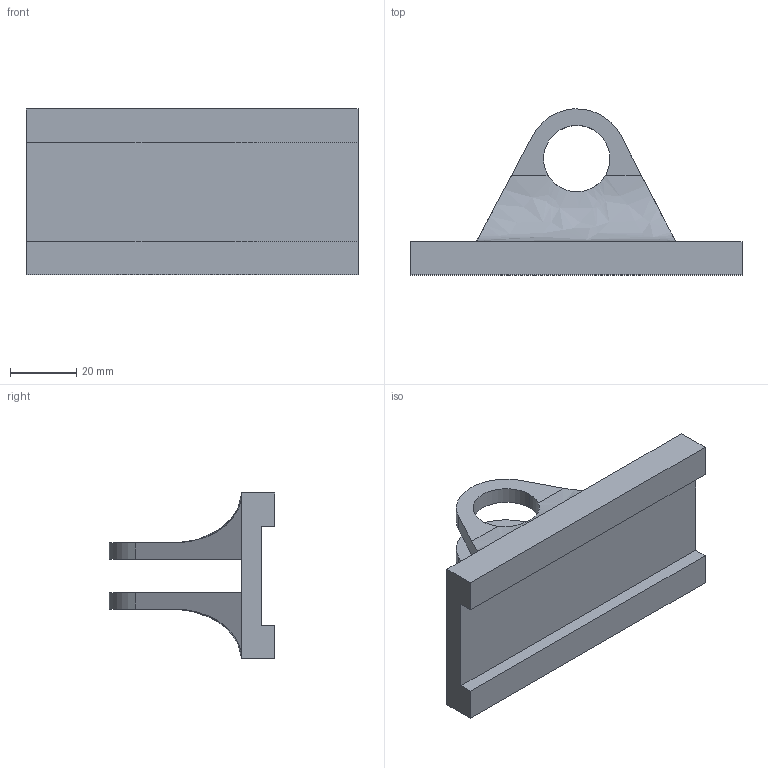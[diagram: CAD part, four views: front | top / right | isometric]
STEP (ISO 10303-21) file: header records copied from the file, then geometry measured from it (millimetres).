
FILE_DESCRIPTION (( 'STEP AP203' ), '1' );
FILE_NAME ('BAse_Predeterminado_sldprt.STEP', '2021-06-26T04:30:19', ( '' ), ( '' ), 'SwSTEP 2.0', 'SolidWorks 2020', '' );
FILE_SCHEMA (( 'CONFIG_CONTROL_DESIGN' ));
Length unit declared in the file: centimetre
Products named in the file (1): BAse_Predeterminado_sldprt
Bounding box: 100 x 49.95 x 50 mm (x, y, z)
Volume: 57380 mm3; surface area: 18910 mm2
Topology: 1 solids, 1 shells, 26 faces, 74 edges, 48 vertices
Faces by surface type: plane 18, cylinder 6, bspline 2
Entity records: 1363 total; most frequent: CARTESIAN_POINT 619, ORIENTED_EDGE 148, DIRECTION 126, EDGE_CURVE 74, VERTEX_POINT 48, LINE 48, VECTOR 48, AXIS2_PLACEMENT_3D 39
